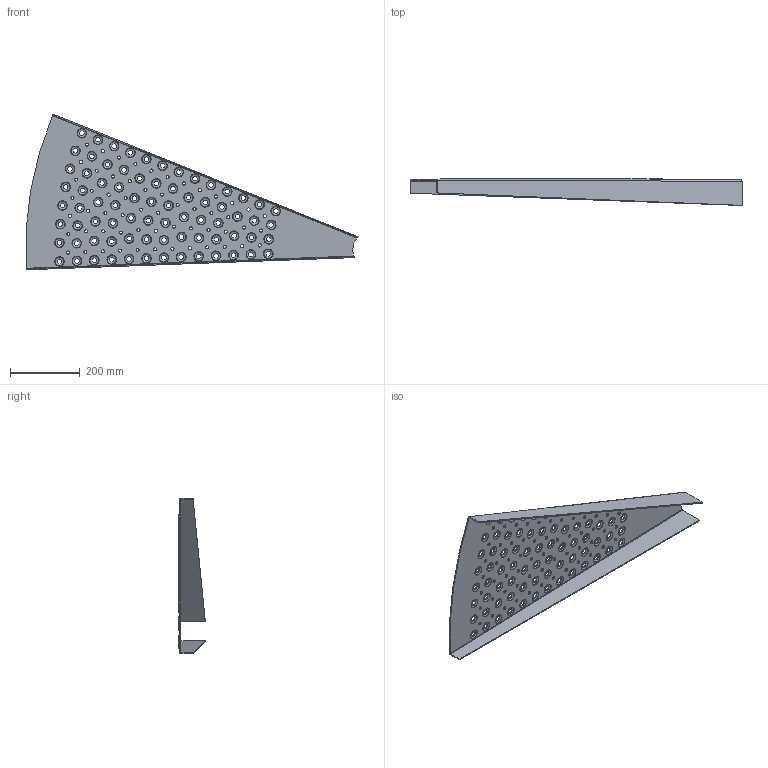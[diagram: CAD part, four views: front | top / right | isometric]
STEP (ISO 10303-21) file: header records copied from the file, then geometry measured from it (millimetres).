
FILE_DESCRIPTION (( 'STEP AP203' ), '1' );
FILE_NAME ('24130_24.0221_SPINDELTRIN_TYPE_K_1000mm_V=24.STEP', '2011-10-06T10:50:22', ( 'JKJ' ), ( '' ), 'SwSTEP 2.0', 'SolidWorks 2011', '' );
FILE_SCHEMA (( 'CONFIG_CONTROL_DESIGN' ));
Length unit declared in the file: millimetre
Products named in the file (1): 24130_24.0221_SPINDELTRIN_TYPE_K_1000mm_V=24
Bounding box: 953.53 x 76.29 x 446.9 mm (x, y, z)
Volume: 986885.5 mm3; surface area: 681139.6 mm2
Topology: 1 solids, 1 shells, 890 faces, 2596 edges, 1708 vertices
Faces by surface type: cone 450, torus 300, cylinder 120, plane 16, bspline 4
Entity records: 31425 total; most frequent: DIRECTION 6342, CARTESIAN_POINT 5355, ORIENTED_EDGE 5192, AXIS2_PLACEMENT_3D 2875, EDGE_CURVE 2596, CIRCLE 1988, VERTEX_POINT 1708, EDGE_LOOP 1154
